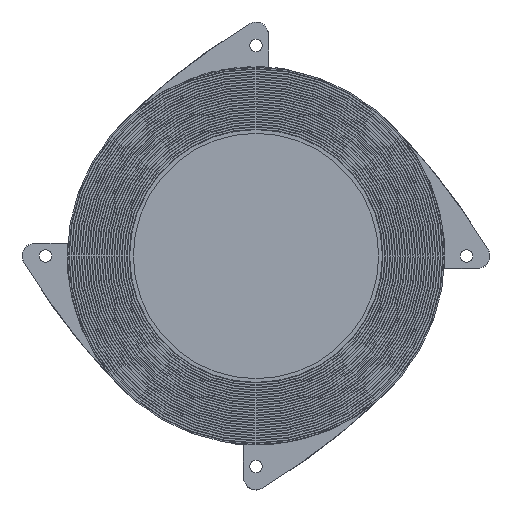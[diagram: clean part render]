
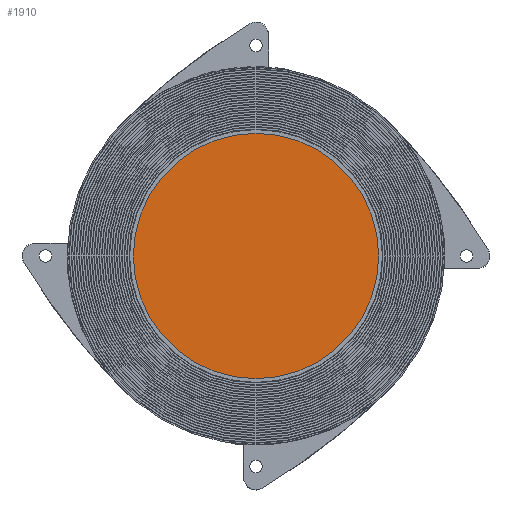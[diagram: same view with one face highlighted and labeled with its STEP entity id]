
A CAD part, front view. The second image highlights one B-rep face of the part: STEP entity #1910.
In plain terms, the highlighted planar face has unit normal (0, -1, 0).
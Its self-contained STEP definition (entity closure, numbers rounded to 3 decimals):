
#1401 = EDGE_CURVE ( 'NONE', #9718, #3767, #4889, .T. ) ;
#1443 = EDGE_CURVE ( 'NONE', #3767, #9718, #4775, .T. ) ;
#1910 = ADVANCED_FACE ( 'NONE', ( #12491 ), #12486, .F. ) ;
#3767 = VERTEX_POINT ( 'NONE', #8435 ) ;
#4117 = ORIENTED_EDGE ( 'NONE', *, *, #1443, .T. ) ;
#4122 = ORIENTED_EDGE ( 'NONE', *, *, #1401, .T. ) ;
#4771 = AXIS2_PLACEMENT_3D ( 'NONE', #11558, #11556, #11555 ) ;
#4775 = CIRCLE ( 'NONE', #4771, 48.75 ) ;
#4886 = AXIS2_PLACEMENT_3D ( 'NONE', #11740, #11739, #11738 ) ;
#4889 = CIRCLE ( 'NONE', #4886, 48.75 ) ;
#8229 = CARTESIAN_POINT ( 'NONE',  ( 0., 2., 48.75 ) ) ;
#8435 = CARTESIAN_POINT ( 'NONE',  ( 0., 2., -48.75 ) ) ;
#9215 = EDGE_LOOP ( 'NONE', ( #4117, #4122 ) ) ;
#9718 = VERTEX_POINT ( 'NONE', #8229 ) ;
#11555 = DIRECTION ( 'NONE',  ( 0., 0., -1. ) ) ;
#11556 = DIRECTION ( 'NONE',  ( 0., -1., 0. ) ) ;
#11558 = CARTESIAN_POINT ( 'NONE',  ( 0., 2., 0. ) ) ;
#11738 = DIRECTION ( 'NONE',  ( 0., 0., -1. ) ) ;
#11739 = DIRECTION ( 'NONE',  ( 0., -1., 0. ) ) ;
#11740 = CARTESIAN_POINT ( 'NONE',  ( 0., 2., 0. ) ) ;
#12483 = DIRECTION ( 'NONE',  ( 0., 0., 1. ) ) ;
#12484 = DIRECTION ( 'NONE',  ( 0., 1., 0. ) ) ;
#12486 = PLANE ( 'NONE',  #18560 ) ;
#12488 = CARTESIAN_POINT ( 'NONE',  ( 0., 2., 0. ) ) ;
#12491 = FACE_OUTER_BOUND ( 'NONE', #9215, .T. ) ;
#18560 = AXIS2_PLACEMENT_3D ( 'NONE', #12488, #12484, #12483 ) ;
